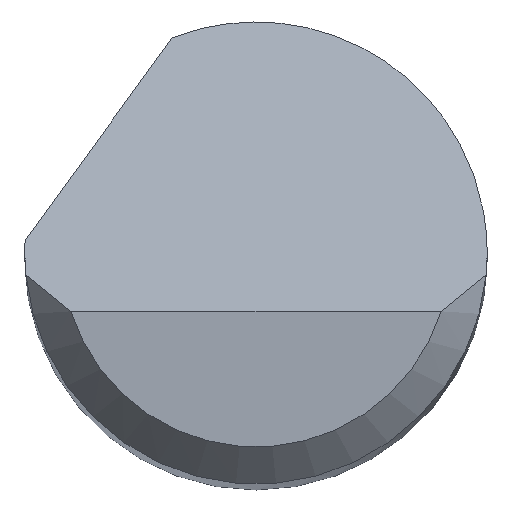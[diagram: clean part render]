
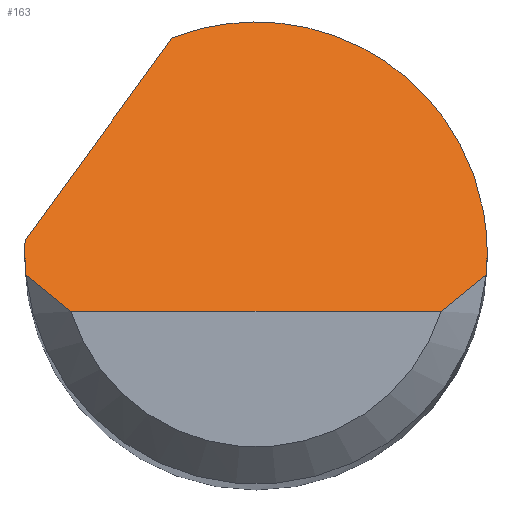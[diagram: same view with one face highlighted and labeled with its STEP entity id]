
A CAD part, top view. The second image highlights one B-rep face of the part: STEP entity #163.
In plain terms, the highlighted planar face has unit normal (0, 0.707, 0.707).
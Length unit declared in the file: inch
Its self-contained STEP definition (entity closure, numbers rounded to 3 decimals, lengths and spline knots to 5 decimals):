
#22 = ORIENTED_EDGE ( 'NONE', *, *, #1041, .F. ) ;
#27 = FACE_OUTER_BOUND ( 'NONE', #308, .T. ) ;
#59 = ORIENTED_EDGE ( 'NONE', *, *, #646, .T. ) ;
#91 = CARTESIAN_POINT ( 'NONE',  ( 0.09334, -0.00875, 1.985 ) ) ;
#107 = CARTESIAN_POINT ( 'NONE',  ( -0.09362, 0.005, 1.97125 ) ) ;
#109 =( BOUNDED_CURVE ( )  B_SPLINE_CURVE ( 3, ( #289, #1059, #282, #677 ),
 .UNSPECIFIED., .F., .T. ) 
 B_SPLINE_CURVE_WITH_KNOTS ( ( 4, 4 ),
 ( 5.91277, 7.85398 ),
 .UNSPECIFIED. ) 
 CURVE ( )  GEOMETRIC_REPRESENTATION_ITEM ( )  RATIONAL_B_SPLINE_CURVE ( ( 1., 0.71, 0.71, 1. ) ) 
 REPRESENTATION_ITEM ( '' )  );
#115 = CARTESIAN_POINT ( 'NONE',  ( 0.09361, -0.00584, 1.98209 ) ) ;
#119 = DIRECTION ( 'NONE',  ( 0., 0.707, -0.707 ) ) ;
#142 = CARTESIAN_POINT ( 'NONE',  ( -0.07508, -0.02375, 2. ) ) ;
#155 = VERTEX_POINT ( 'NONE', #1056 ) ;
#163 = ADVANCED_FACE ( 'NONE', ( #27 ), #893, .F. ) ;
#168 = CARTESIAN_POINT ( 'NONE',  ( -0.09334, -0.00875, 1.985 ) ) ;
#197 = CARTESIAN_POINT ( 'NONE',  ( -0.11014, -0.01781, 1.99406 ) ) ;
#205 = AXIS2_PLACEMENT_3D ( 'NONE', #299, #886, #119 ) ;
#210 = VERTEX_POINT ( 'NONE', #403 ) ;
#230 = ORIENTED_EDGE ( 'NONE', *, *, #1093, .F. ) ;
#231 =( BOUNDED_CURVE ( )  B_SPLINE_CURVE ( 3, ( #1152, #1157, #1053, #476 ),
 .UNSPECIFIED., .F., .F. ) 
 B_SPLINE_CURVE_WITH_KNOTS ( ( 4, 4 ),
 ( 4.71239, 4.76575 ),
 .UNSPECIFIED. ) 
 CURVE ( )  GEOMETRIC_REPRESENTATION_ITEM ( )  RATIONAL_B_SPLINE_CURVE ( ( 1., 1., 1., 1. ) ) 
 REPRESENTATION_ITEM ( '' )  );
#236 = CARTESIAN_POINT ( 'NONE',  ( -0.09375, 0., 1.97625 ) ) ;
#249 = ORIENTED_EDGE ( 'NONE', *, *, #957, .T. ) ;
#277 = CARTESIAN_POINT ( 'NONE',  ( 0.08761, -0.01397, 1.99022 ) ) ;
#282 = CARTESIAN_POINT ( 'NONE',  ( 0.09375, 0.07266, 1.90359 ) ) ;
#289 = CARTESIAN_POINT ( 'NONE',  ( -0.03394, 0.08739, 1.88886 ) ) ;
#299 = CARTESIAN_POINT ( 'NONE',  ( -0.09375, -0.02375, 2. ) ) ;
#308 = EDGE_LOOP ( 'NONE', ( #249, #918, #826, #22, #334, #230, #441, #59 ) ) ;
#334 = ORIENTED_EDGE ( 'NONE', *, *, #550, .F. ) ;
#384 = CARTESIAN_POINT ( 'NONE',  ( 0.09375, -0.00292, 1.97917 ) ) ;
#401 = LINE ( 'NONE', #197, #1057 ) ;
#403 = CARTESIAN_POINT ( 'NONE',  ( -0.03394, 0.08739, 1.88886 ) ) ;
#422 = VERTEX_POINT ( 'NONE', #496 ) ;
#430 = CARTESIAN_POINT ( 'NONE',  ( -0.08761, -0.01397, 1.99022 ) ) ;
#441 = ORIENTED_EDGE ( 'NONE', *, *, #766, .F. ) ;
#471 = CARTESIAN_POINT ( 'NONE',  ( 0.09334, -0.00875, 1.985 ) ) ;
#476 = CARTESIAN_POINT ( 'NONE',  ( -0.09362, 0.005, 1.97125 ) ) ;
#496 = CARTESIAN_POINT ( 'NONE',  ( 0.07508, -0.02375, 2. ) ) ;
#519 = VERTEX_POINT ( 'NONE', #791 ) ;
#550 = EDGE_CURVE ( 'NONE', #1207, #210, #401, .T. ) ;
#555 = CARTESIAN_POINT ( 'NONE',  ( 0.09334, -0.00875, 1.985 ) ) ;
#570 = DIRECTION ( 'NONE',  ( 0.456, 0.629, -0.629 ) ) ;
#574 = CARTESIAN_POINT ( 'NONE',  ( 0.09375, 0., 1.97625 ) ) ;
#608 = B_SPLINE_CURVE_WITH_KNOTS ( 'NONE', 3,
 ( #905, #430, #1217, #142 ),
 .UNSPECIFIED., .F., .F.,
 ( 4, 4 ),
 ( 0., 0.00071 ),
 .UNSPECIFIED. ) ;
#644 = CARTESIAN_POINT ( 'NONE',  ( 0., -0.02375, 2. ) ) ;
#646 = EDGE_CURVE ( 'NONE', #939, #155, #608, .T. ) ;
#677 = CARTESIAN_POINT ( 'NONE',  ( 0.09375, 0., 1.97625 ) ) ;
#700 =( BOUNDED_CURVE ( )  B_SPLINE_CURVE ( 3, ( #847, #1236, #749, #768 ),
 .UNSPECIFIED., .F., .T. ) 
 B_SPLINE_CURVE_WITH_KNOTS ( ( 4, 4 ),
 ( 4.61892, 4.71239 ),
 .UNSPECIFIED. ) 
 CURVE ( )  GEOMETRIC_REPRESENTATION_ITEM ( )  RATIONAL_B_SPLINE_CURVE ( ( 1., 0.999, 0.999, 1. ) ) 
 REPRESENTATION_ITEM ( '' )  );
#719 = VERTEX_POINT ( 'NONE', #236 ) ;
#749 = CARTESIAN_POINT ( 'NONE',  ( -0.09375, -0.00292, 1.97917 ) ) ;
#766 = EDGE_CURVE ( 'NONE', #939, #719, #700, .T. ) ;
#768 = CARTESIAN_POINT ( 'NONE',  ( -0.09375, 0., 1.97625 ) ) ;
#791 = CARTESIAN_POINT ( 'NONE',  ( 0.09375, 0., 1.97625 ) ) ;
#811 = VERTEX_POINT ( 'NONE', #555 ) ;
#819 = EDGE_CURVE ( 'NONE', #422, #811, #844, .T. ) ;
#826 = ORIENTED_EDGE ( 'NONE', *, *, #1118, .F. ) ;
#844 = B_SPLINE_CURVE_WITH_KNOTS ( 'NONE', 3,
 ( #1136, #864, #277, #91 ),
 .UNSPECIFIED., .F., .F.,
 ( 4, 4 ),
 ( 0., 0.00071 ),
 .UNSPECIFIED. ) ;
#847 = CARTESIAN_POINT ( 'NONE',  ( -0.09334, -0.00875, 1.985 ) ) ;
#864 = CARTESIAN_POINT ( 'NONE',  ( 0.08157, -0.019, 1.99525 ) ) ;
#886 = DIRECTION ( 'NONE',  ( 0., -0.707, -0.707 ) ) ;
#893 = PLANE ( 'NONE',  #205 ) ;
#905 = CARTESIAN_POINT ( 'NONE',  ( -0.09334, -0.00875, 1.985 ) ) ;
#918 = ORIENTED_EDGE ( 'NONE', *, *, #819, .T. ) ;
#939 = VERTEX_POINT ( 'NONE', #168 ) ;
#957 = EDGE_CURVE ( 'NONE', #155, #422, #1050, .T. ) ;
#960 = DIRECTION ( 'NONE',  ( 1., 0., 0. ) ) ;
#964 =( BOUNDED_CURVE ( )  B_SPLINE_CURVE ( 3, ( #574, #384, #115, #471 ),
 .UNSPECIFIED., .F., .T. ) 
 B_SPLINE_CURVE_WITH_KNOTS ( ( 4, 4 ),
 ( 1.5708, 1.66427 ),
 .UNSPECIFIED. ) 
 CURVE ( )  GEOMETRIC_REPRESENTATION_ITEM ( )  RATIONAL_B_SPLINE_CURVE ( ( 1., 0.999, 0.999, 1. ) ) 
 REPRESENTATION_ITEM ( '' )  );
#1022 = VECTOR ( 'NONE', #960, 39.37008 ) ;
#1041 = EDGE_CURVE ( 'NONE', #210, #519, #109, .T. ) ;
#1050 = LINE ( 'NONE', #644, #1022 ) ;
#1053 = CARTESIAN_POINT ( 'NONE',  ( -0.09371, 0.00333, 1.97292 ) ) ;
#1056 = CARTESIAN_POINT ( 'NONE',  ( -0.07508, -0.02375, 2. ) ) ;
#1057 = VECTOR ( 'NONE', #570, 39.37008 ) ;
#1059 = CARTESIAN_POINT ( 'NONE',  ( 0.03379, 0.11369, 1.86256 ) ) ;
#1093 = EDGE_CURVE ( 'NONE', #719, #1207, #231, .T. ) ;
#1118 = EDGE_CURVE ( 'NONE', #519, #811, #964, .T. ) ;
#1136 = CARTESIAN_POINT ( 'NONE',  ( 0.07508, -0.02375, 2. ) ) ;
#1152 = CARTESIAN_POINT ( 'NONE',  ( -0.09375, 0., 1.97625 ) ) ;
#1157 = CARTESIAN_POINT ( 'NONE',  ( -0.09375, 0.00167, 1.97458 ) ) ;
#1207 = VERTEX_POINT ( 'NONE', #107 ) ;
#1217 = CARTESIAN_POINT ( 'NONE',  ( -0.08157, -0.019, 1.99525 ) ) ;
#1236 = CARTESIAN_POINT ( 'NONE',  ( -0.09361, -0.00584, 1.98209 ) ) ;
